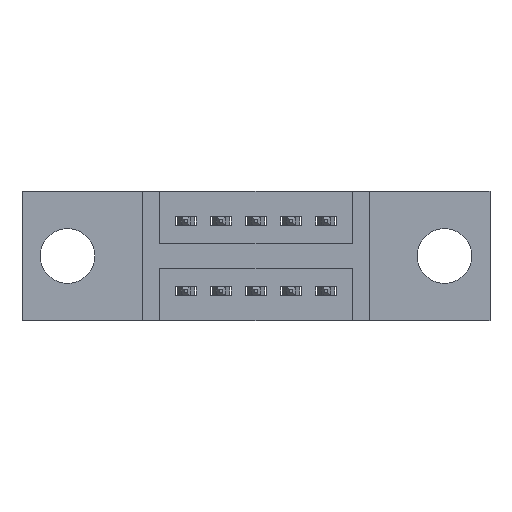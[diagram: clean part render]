
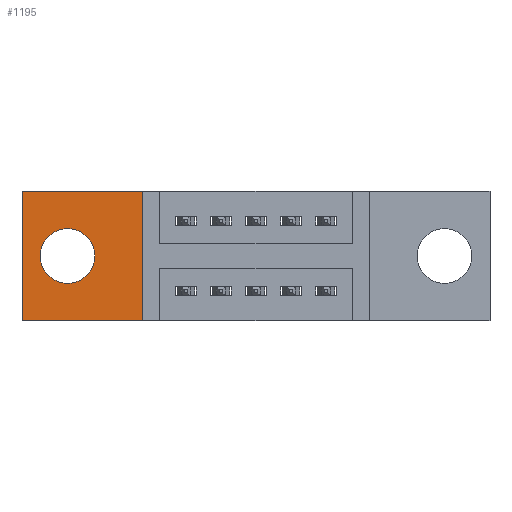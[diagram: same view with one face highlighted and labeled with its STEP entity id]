
A CAD part, front view. The second image highlights one B-rep face of the part: STEP entity #1195.
In plain terms, the highlighted planar face has unit normal (0, -1, 0).
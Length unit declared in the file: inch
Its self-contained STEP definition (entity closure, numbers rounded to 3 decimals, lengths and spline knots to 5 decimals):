
#229 = EDGE_CURVE ( 'NONE', #8579, #6926, #6370, .T. ) ;
#555 = CARTESIAN_POINT ( 'NONE',  ( 0., 0.11, 0. ) ) ;
#561 = VECTOR ( 'NONE', #6648, 39.37008 ) ;
#590 = DIRECTION ( 'NONE',  ( 0., 0., -1. ) ) ;
#763 = CARTESIAN_POINT ( 'NONE',  ( 0., 0.11, -0.37 ) ) ;
#791 = EDGE_CURVE ( 'NONE', #4579, #8579, #2856, .T. ) ;
#817 = CARTESIAN_POINT ( 'NONE',  ( 0., 0.11, -0.37 ) ) ;
#874 = EDGE_CURVE ( 'NONE', #7603, #4579, #7503, .T. ) ;
#932 = CARTESIAN_POINT ( 'NONE',  ( 0.3425, 0.11, -0.37 ) ) ;
#1195 = ADVANCED_FACE ( 'NONE', ( #1974, #7252 ), #7883, .T. ) ;
#1589 = EDGE_CURVE ( 'NONE', #3060, #3330, #2822, .T. ) ;
#1785 = VECTOR ( 'NONE', #5226, 39.37008 ) ;
#1885 = EDGE_CURVE ( 'NONE', #6926, #7603, #5090, .T. ) ;
#1974 = FACE_BOUND ( 'NONE', #4276, .T. ) ;
#2344 = EDGE_CURVE ( 'NONE', #3330, #3060, #4110, .T. ) ;
#2717 = DIRECTION ( 'NONE',  ( 0., 0., -1. ) ) ;
#2768 = CARTESIAN_POINT ( 'NONE',  ( 0., 0.11, 0. ) ) ;
#2822 = CIRCLE ( 'NONE', #8185, 0.078 ) ;
#2835 = DIRECTION ( 'NONE',  ( 0., 0., -1. ) ) ;
#2856 = LINE ( 'NONE', #555, #6981 ) ;
#2895 = EDGE_LOOP ( 'NONE', ( #7620, #7662, #6414, #8317 ) ) ;
#3060 = VERTEX_POINT ( 'NONE', #3869 ) ;
#3330 = VERTEX_POINT ( 'NONE', #6594 ) ;
#3484 = DIRECTION ( 'NONE',  ( -1., 0., 0. ) ) ;
#3869 = CARTESIAN_POINT ( 'NONE',  ( 0.13, 0.11, -0.107 ) ) ;
#4110 = CIRCLE ( 'NONE', #8245, 0.078 ) ;
#4114 = CARTESIAN_POINT ( 'NONE',  ( 0., 0.11, 0. ) ) ;
#4276 = EDGE_LOOP ( 'NONE', ( #9468, #4298 ) ) ;
#4298 = ORIENTED_EDGE ( 'NONE', *, *, #2344, .F. ) ;
#4445 = DIRECTION ( 'NONE',  ( 0., -1., 0. ) ) ;
#4579 = VERTEX_POINT ( 'NONE', #7357 ) ;
#4903 = DIRECTION ( 'NONE',  ( 0., -1., 0. ) ) ;
#5090 = LINE ( 'NONE', #817, #1785 ) ;
#5226 = DIRECTION ( 'NONE',  ( 1., 0., 0. ) ) ;
#5969 = CARTESIAN_POINT ( 'NONE',  ( 0.3425, 0.11, 0. ) ) ;
#6022 = DIRECTION ( 'NONE',  ( 0., 0., -1. ) ) ;
#6370 = LINE ( 'NONE', #4114, #7442 ) ;
#6414 = ORIENTED_EDGE ( 'NONE', *, *, #874, .T. ) ;
#6431 = CARTESIAN_POINT ( 'NONE',  ( 0.13, 0.11, -0.185 ) ) ;
#6539 = CARTESIAN_POINT ( 'NONE',  ( 0., 0.11, -0.37 ) ) ;
#6594 = CARTESIAN_POINT ( 'NONE',  ( 0.13, 0.11, -0.263 ) ) ;
#6648 = DIRECTION ( 'NONE',  ( 0., 0., 1. ) ) ;
#6926 = VERTEX_POINT ( 'NONE', #763 ) ;
#6981 = VECTOR ( 'NONE', #3484, 39.37008 ) ;
#7047 = DIRECTION ( 'NONE',  ( 0., -1., 0. ) ) ;
#7252 = FACE_OUTER_BOUND ( 'NONE', #2895, .T. ) ;
#7261 = AXIS2_PLACEMENT_3D ( 'NONE', #6539, #4903, #590 ) ;
#7357 = CARTESIAN_POINT ( 'NONE',  ( 0.3425, 0.11, 0. ) ) ;
#7442 = VECTOR ( 'NONE', #2717, 39.37008 ) ;
#7503 = LINE ( 'NONE', #5969, #561 ) ;
#7603 = VERTEX_POINT ( 'NONE', #932 ) ;
#7620 = ORIENTED_EDGE ( 'NONE', *, *, #229, .T. ) ;
#7662 = ORIENTED_EDGE ( 'NONE', *, *, #1885, .T. ) ;
#7883 = PLANE ( 'NONE',  #7261 ) ;
#8185 = AXIS2_PLACEMENT_3D ( 'NONE', #6431, #7047, #2835 ) ;
#8245 = AXIS2_PLACEMENT_3D ( 'NONE', #8319, #4445, #6022 ) ;
#8317 = ORIENTED_EDGE ( 'NONE', *, *, #791, .T. ) ;
#8319 = CARTESIAN_POINT ( 'NONE',  ( 0.13, 0.11, -0.185 ) ) ;
#8579 = VERTEX_POINT ( 'NONE', #2768 ) ;
#9468 = ORIENTED_EDGE ( 'NONE', *, *, #1589, .F. ) ;
